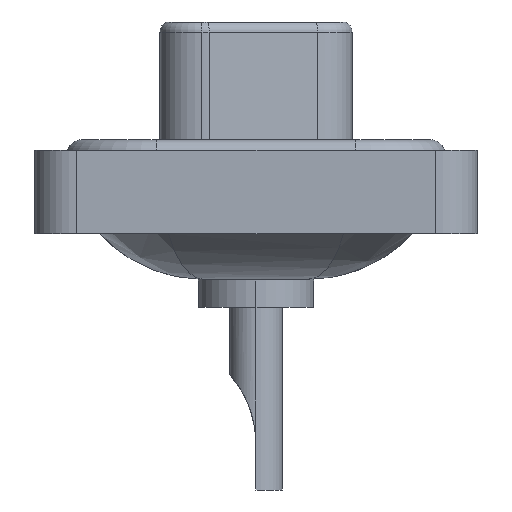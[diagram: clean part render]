
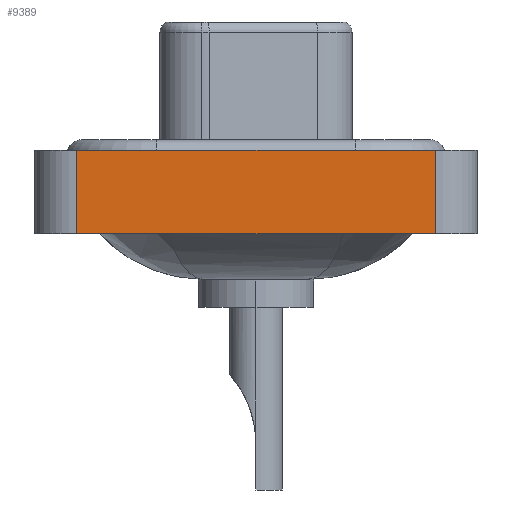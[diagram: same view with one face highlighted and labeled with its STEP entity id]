
A CAD part, left-side view. The second image highlights one B-rep face of the part: STEP entity #9389.
In plain terms, the highlighted planar face has unit normal (-1, 0, 0).
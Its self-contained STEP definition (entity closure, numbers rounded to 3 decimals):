
#51 = VERTEX_POINT ( 'NONE', #14943 ) ;
#579 = LINE ( 'NONE', #14559, #12235 ) ;
#889 = EDGE_CURVE ( 'NONE', #3356, #1081, #6027, .T. ) ;
#1017 = CARTESIAN_POINT ( 'NONE',  ( -7.25, 8.55, -3.6 ) ) ;
#1081 = VERTEX_POINT ( 'NONE', #7685 ) ;
#1549 = PLANE ( 'NONE',  #6077 ) ;
#1615 = EDGE_CURVE ( 'NONE', #51, #4115, #12383, .T. ) ;
#2671 = CARTESIAN_POINT ( 'NONE',  ( -7.25, -8.55, -3.6 ) ) ;
#3199 = EDGE_CURVE ( 'NONE', #51, #3356, #4966, .T. ) ;
#3356 = VERTEX_POINT ( 'NONE', #14944 ) ;
#3738 = FACE_OUTER_BOUND ( 'NONE', #12513, .T. ) ;
#4092 = ORIENTED_EDGE ( 'NONE', *, *, #10401, .F. ) ;
#4115 = VERTEX_POINT ( 'NONE', #14314 ) ;
#4486 = ORIENTED_EDGE ( 'NONE', *, *, #1615, .F. ) ;
#4966 = LINE ( 'NONE', #2671, #5105 ) ;
#5083 = DIRECTION ( 'NONE',  ( 0., 0., 1. ) ) ;
#5105 = VECTOR ( 'NONE', #12022, 1000. ) ;
#5710 = DIRECTION ( 'NONE',  ( 0., 0., 1. ) ) ;
#6027 = LINE ( 'NONE', #9332, #6900 ) ;
#6077 = AXIS2_PLACEMENT_3D ( 'NONE', #8542, #7538, #5083 ) ;
#6900 = VECTOR ( 'NONE', #15171, 1000. ) ;
#7538 = DIRECTION ( 'NONE',  ( -1., 0., 0. ) ) ;
#7685 = CARTESIAN_POINT ( 'NONE',  ( -7.25, -8.55, 0.4 ) ) ;
#8542 = CARTESIAN_POINT ( 'NONE',  ( -7.25, -8.55, -3.6 ) ) ;
#9332 = CARTESIAN_POINT ( 'NONE',  ( -7.25, -8.55, -3.6 ) ) ;
#9389 = ADVANCED_FACE ( 'NONE', ( #3738 ), #1549, .T. ) ;
#10401 = EDGE_CURVE ( 'NONE', #4115, #1081, #579, .T. ) ;
#12022 = DIRECTION ( 'NONE',  ( 0., -1., 0. ) ) ;
#12235 = VECTOR ( 'NONE', #13492, 1000. ) ;
#12383 = LINE ( 'NONE', #1017, #14990 ) ;
#12513 = EDGE_LOOP ( 'NONE', ( #12567, #4092, #4486, #14550 ) ) ;
#12567 = ORIENTED_EDGE ( 'NONE', *, *, #889, .T. ) ;
#13492 = DIRECTION ( 'NONE',  ( 0., -1., 0. ) ) ;
#14314 = CARTESIAN_POINT ( 'NONE',  ( -7.25, 8.55, 0.4 ) ) ;
#14550 = ORIENTED_EDGE ( 'NONE', *, *, #3199, .T. ) ;
#14559 = CARTESIAN_POINT ( 'NONE',  ( -7.25, -8.55, 0.4 ) ) ;
#14943 = CARTESIAN_POINT ( 'NONE',  ( -7.25, 8.55, -3.6 ) ) ;
#14944 = CARTESIAN_POINT ( 'NONE',  ( -7.25, -8.55, -3.6 ) ) ;
#14990 = VECTOR ( 'NONE', #5710, 1000. ) ;
#15171 = DIRECTION ( 'NONE',  ( 0., 0., 1. ) ) ;
